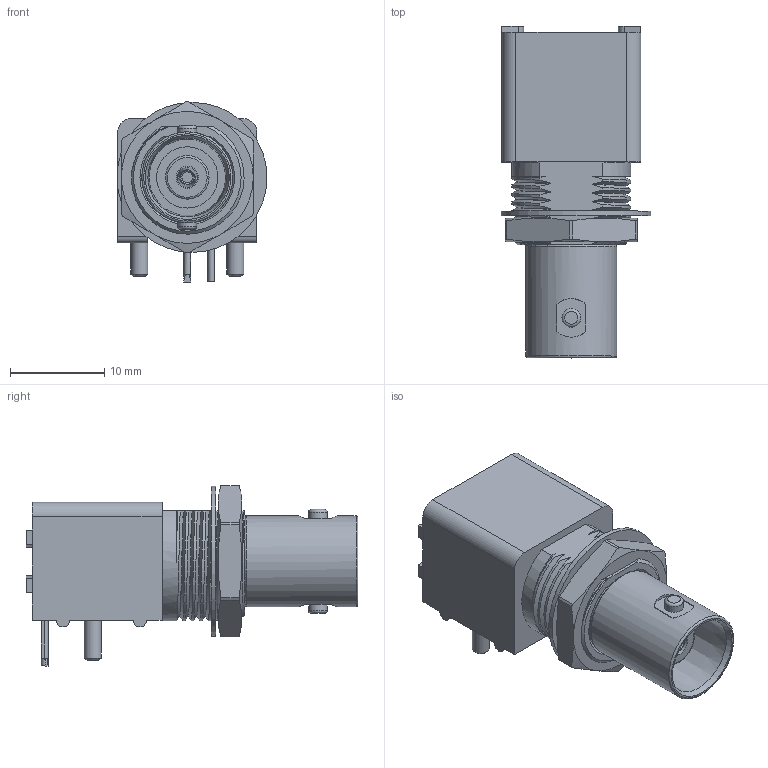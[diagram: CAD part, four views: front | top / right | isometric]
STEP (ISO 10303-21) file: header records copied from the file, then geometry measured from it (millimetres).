
FILE_DESCRIPTION(/* description */ (''),/* implementation_level */ '2;1');
FILE_NAME(/* name */ '731375003wbm000_01_214.stp',/* time_stamp */ '2021-09-20T19:22:38+06:00',/* author */ (''),/* organization */ (''),/* preprocessor_version */ 'ST-DEVELOPER v16.7',/* originating_system */ 'SIEMENS PLM Software NX 1919',/* authorisation */ '');
FILE_SCHEMA (('AUTOMOTIVE_DESIGN { 1 0 10303 214 3 1 1 1 }'));
Length unit declared in the file: millimetre
Products named in the file (1): 731375003wbm000_01
Bounding box: 15.9 x 35.18 x 19.1 mm (x, y, z)
Volume: 3995.9 mm3; surface area: 2968.1 mm2
Topology: 1 solids, 3 shells, 258 faces, 659 edges, 429 vertices
Faces by surface type: plane 122, cylinder 73, cone 34, bspline 21, torus 8
Full cylindrical faces by diameter (mm): 0.7 x2, 1.2 x1, 1.8 x2, 1.82 x4, 1.95 x2, 1.981 x2, 2.35 x1, 2.85 x1, 4.62 x1, 6.35 x1, 6.5 x1, 7.72 x1, 9.652 x1, 15.9 x1
Entity records: 16415 total; most frequent: CARTESIAN_POINT 10678, ORIENTED_EDGE 1182, DIRECTION 1117, EDGE_CURVE 591, AXIS2_PLACEMENT_3D 421, VERTEX_POINT 403, EDGE_LOOP 328, LINE 275
